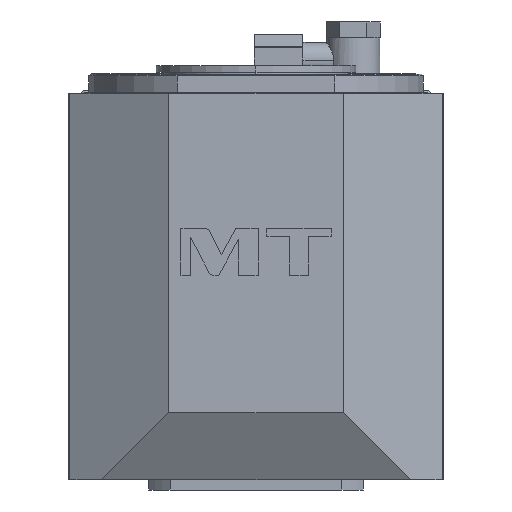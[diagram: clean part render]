
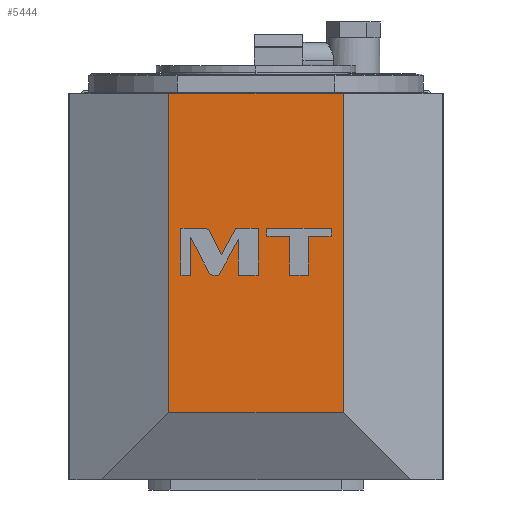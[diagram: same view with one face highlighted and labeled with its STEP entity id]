
A CAD part, left-side view. The second image highlights one B-rep face of the part: STEP entity #5444.
In plain terms, the highlighted planar face has unit normal (-1, 0, 0).
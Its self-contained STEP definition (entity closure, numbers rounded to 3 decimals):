
#726=DIRECTION('',(0.,1.,0.));
#727=VECTOR('',#726,52.);
#728=CARTESIAN_POINT('',(-106.,-26.,-40.));
#729=LINE('',#728,#727);
#730=DIRECTION('',(0.,0.,1.));
#731=VECTOR('',#730,95.3);
#732=CARTESIAN_POINT('',(-106.,26.,-40.));
#733=LINE('',#732,#731);
#734=DIRECTION('',(0.,-1.,0.));
#735=VECTOR('',#734,52.);
#736=CARTESIAN_POINT('',(-106.,26.,55.3));
#737=LINE('',#736,#735);
#738=DIRECTION('',(0.,0.,1.));
#739=VECTOR('',#738,95.3);
#740=CARTESIAN_POINT('',(-106.,-26.,-40.));
#741=LINE('',#740,#739);
#742=CARTESIAN_POINT('',(-106.,13.841,14.089));
#743=CARTESIAN_POINT('',(-106.,14.131,14.651));
#744=CARTESIAN_POINT('',(-106.,14.705,15.));
#745=CARTESIAN_POINT('',(-106.,15.337,15.));
#747=DIRECTION('',(0.,1.,0.));
#748=VECTOR('',#747,7.038);
#749=CARTESIAN_POINT('',(-106.,15.337,15.));
#750=LINE('',#749,#748);
#751=DIRECTION('',(0.,0.,-1.));
#752=VECTOR('',#751,14.);
#753=CARTESIAN_POINT('',(-106.,22.375,15.));
#754=LINE('',#753,#752);
#755=DIRECTION('',(0.,-1.,0.));
#756=VECTOR('',#755,2.912);
#757=CARTESIAN_POINT('',(-106.,22.375,1.));
#758=LINE('',#757,#756);
#759=DIRECTION('',(0.,0.,1.));
#760=VECTOR('',#759,11.341);
#761=CARTESIAN_POINT('',(-106.,19.463,1.));
#762=LINE('',#761,#760);
#763=DIRECTION('',(0.,-0.459,-0.888));
#764=VECTOR('',#763,11.742);
#765=CARTESIAN_POINT('',(-106.,19.463,12.341));
#766=LINE('',#765,#764);
#767=CARTESIAN_POINT('',(-106.,14.07,1.911));
#768=CARTESIAN_POINT('',(-106.,13.779,1.348));
#769=CARTESIAN_POINT('',(-106.,13.204,1.));
#770=CARTESIAN_POINT('',(-106.,12.57,1.));
#772=DIRECTION('',(0.,-1.,0.));
#773=VECTOR('',#772,1.46);
#774=CARTESIAN_POINT('',(-106.,12.57,1.));
#775=LINE('',#774,#773);
#776=DIRECTION('',(0.,-0.481,0.877));
#777=VECTOR('',#776,12.147);
#778=CARTESIAN_POINT('',(-106.,11.11,1.));
#779=LINE('',#778,#777);
#780=DIRECTION('',(0.,0.,-1.));
#781=VECTOR('',#780,10.648);
#782=CARTESIAN_POINT('',(-106.,5.265,11.648));
#783=LINE('',#782,#781);
#784=DIRECTION('',(0.,-1.,0.));
#785=VECTOR('',#784,5.891);
#786=CARTESIAN_POINT('',(-106.,5.265,1.));
#787=LINE('',#786,#785);
#788=DIRECTION('',(0.,0.,1.));
#789=VECTOR('',#788,14.);
#790=CARTESIAN_POINT('',(-106.,-0.626,1.));
#791=LINE('',#790,#789);
#792=DIRECTION('',(0.,1.,0.));
#793=VECTOR('',#792,6.642);
#794=CARTESIAN_POINT('',(-106.,-0.626,15.));
#795=LINE('',#794,#793);
#796=DIRECTION('',(0.,0.481,-0.877));
#797=VECTOR('',#796,8.878);
#798=CARTESIAN_POINT('',(-106.,6.016,15.));
#799=LINE('',#798,#797);
#800=DIRECTION('',(0.,0.459,0.888));
#801=VECTOR('',#800,7.735);
#802=CARTESIAN_POINT('',(-106.,10.288,7.218));
#803=LINE('',#802,#801);
#804=DIRECTION('',(0.,0.,-1.));
#805=VECTOR('',#804,11.616);
#806=CARTESIAN_POINT('',(-106.,-10.041,12.616));
#807=LINE('',#806,#805);
#808=DIRECTION('',(0.,-1.,0.));
#809=VECTOR('',#808,5.546);
#810=CARTESIAN_POINT('',(-106.,-10.041,1.));
#811=LINE('',#810,#809);
#812=DIRECTION('',(0.,0.,1.));
#813=VECTOR('',#812,11.616);
#814=CARTESIAN_POINT('',(-106.,-15.587,1.));
#815=LINE('',#814,#813);
#816=DIRECTION('',(0.,-1.,0.));
#817=VECTOR('',#816,6.787);
#818=CARTESIAN_POINT('',(-106.,-15.587,12.616));
#819=LINE('',#818,#817);
#820=DIRECTION('',(0.,0.,1.));
#821=VECTOR('',#820,2.384);
#822=CARTESIAN_POINT('',(-106.,-22.374,12.616));
#823=LINE('',#822,#821);
#824=DIRECTION('',(0.,1.,0.));
#825=VECTOR('',#824,19.12);
#826=CARTESIAN_POINT('',(-106.,-22.374,15.));
#827=LINE('',#826,#825);
#828=DIRECTION('',(0.,0.,-1.));
#829=VECTOR('',#828,2.384);
#830=CARTESIAN_POINT('',(-106.,-3.254,15.));
#831=LINE('',#830,#829);
#832=DIRECTION('',(0.,-1.,0.));
#833=VECTOR('',#832,6.787);
#834=CARTESIAN_POINT('',(-106.,-3.254,12.616));
#835=LINE('',#834,#833);
#4019=CARTESIAN_POINT('',(-106.,26.,55.3));
#4021=VERTEX_POINT('',#4019);
#4023=CARTESIAN_POINT('',(-106.,-26.,55.3));
#4025=VERTEX_POINT('',#4023);
#4106=CARTESIAN_POINT('',(-106.,-26.,-40.));
#4107=CARTESIAN_POINT('',(-106.,26.,-40.));
#4108=VERTEX_POINT('',#4106);
#4109=VERTEX_POINT('',#4107);
#4447=CARTESIAN_POINT('',(-106.,13.841,14.089));
#4448=VERTEX_POINT('',#4447);
#4449=CARTESIAN_POINT('',(-106.,15.337,15.));
#4450=VERTEX_POINT('',#4449);
#4451=CARTESIAN_POINT('',(-106.,22.375,15.));
#4452=VERTEX_POINT('',#4451);
#4453=CARTESIAN_POINT('',(-106.,22.375,1.));
#4454=VERTEX_POINT('',#4453);
#4455=CARTESIAN_POINT('',(-106.,19.463,1.));
#4456=VERTEX_POINT('',#4455);
#4457=CARTESIAN_POINT('',(-106.,19.463,12.341));
#4458=VERTEX_POINT('',#4457);
#4459=CARTESIAN_POINT('',(-106.,14.07,1.911));
#4460=VERTEX_POINT('',#4459);
#4461=CARTESIAN_POINT('',(-106.,12.57,1.));
#4462=VERTEX_POINT('',#4461);
#4463=CARTESIAN_POINT('',(-106.,11.11,1.));
#4464=VERTEX_POINT('',#4463);
#4465=CARTESIAN_POINT('',(-106.,5.265,11.648));
#4466=VERTEX_POINT('',#4465);
#4467=CARTESIAN_POINT('',(-106.,5.265,1.));
#4468=VERTEX_POINT('',#4467);
#4469=CARTESIAN_POINT('',(-106.,-0.626,1.));
#4470=VERTEX_POINT('',#4469);
#4471=CARTESIAN_POINT('',(-106.,-0.626,15.));
#4472=VERTEX_POINT('',#4471);
#4473=CARTESIAN_POINT('',(-106.,6.016,15.));
#4474=VERTEX_POINT('',#4473);
#4475=CARTESIAN_POINT('',(-106.,10.288,7.218));
#4476=VERTEX_POINT('',#4475);
#4477=CARTESIAN_POINT('',(-106.,-10.041,12.616));
#4478=VERTEX_POINT('',#4477);
#4479=CARTESIAN_POINT('',(-106.,-10.041,1.));
#4480=VERTEX_POINT('',#4479);
#4481=CARTESIAN_POINT('',(-106.,-15.587,1.));
#4482=VERTEX_POINT('',#4481);
#4483=CARTESIAN_POINT('',(-106.,-15.587,12.616));
#4484=VERTEX_POINT('',#4483);
#4485=CARTESIAN_POINT('',(-106.,-22.374,12.616));
#4486=VERTEX_POINT('',#4485);
#4487=CARTESIAN_POINT('',(-106.,-22.374,15.));
#4488=VERTEX_POINT('',#4487);
#4489=CARTESIAN_POINT('',(-106.,-3.254,15.));
#4490=VERTEX_POINT('',#4489);
#4491=CARTESIAN_POINT('',(-106.,-3.254,12.616));
#4492=VERTEX_POINT('',#4491);
#5382=CARTESIAN_POINT('',(-106.,0.,0.));
#5383=DIRECTION('',(1.,0.,0.));
#5384=DIRECTION('',(0.,1.,0.));
#5385=AXIS2_PLACEMENT_3D('',#5382,#5383,#5384);
#5386=PLANE('',#5385);
#5387=ORIENTED_EDGE('',*,*,#5362,.T.);
#5389=ORIENTED_EDGE('',*,*,#5388,.T.);
#5390=ORIENTED_EDGE('',*,*,#4656,.T.);
#5391=ORIENTED_EDGE('',*,*,#5373,.F.);
#5392=EDGE_LOOP('',(#5387,#5389,#5390,#5391));
#5393=FACE_OUTER_BOUND('',#5392,.F.);
#5395=ORIENTED_EDGE('',*,*,#5394,.T.);
#5397=ORIENTED_EDGE('',*,*,#5396,.T.);
#5399=ORIENTED_EDGE('',*,*,#5398,.T.);
#5401=ORIENTED_EDGE('',*,*,#5400,.T.);
#5403=ORIENTED_EDGE('',*,*,#5402,.T.);
#5405=ORIENTED_EDGE('',*,*,#5404,.T.);
#5407=ORIENTED_EDGE('',*,*,#5406,.T.);
#5409=ORIENTED_EDGE('',*,*,#5408,.T.);
#5411=ORIENTED_EDGE('',*,*,#5410,.T.);
#5413=ORIENTED_EDGE('',*,*,#5412,.T.);
#5415=ORIENTED_EDGE('',*,*,#5414,.T.);
#5417=ORIENTED_EDGE('',*,*,#5416,.T.);
#5419=ORIENTED_EDGE('',*,*,#5418,.T.);
#5421=ORIENTED_EDGE('',*,*,#5420,.T.);
#5423=ORIENTED_EDGE('',*,*,#5422,.T.);
#5424=EDGE_LOOP('',(#5395,#5397,#5399,#5401,#5403,#5405,#5407,#5409,#5411,#5413,
#5415,#5417,#5419,#5421,#5423));
#5425=FACE_BOUND('',#5424,.F.);
#5427=ORIENTED_EDGE('',*,*,#5426,.T.);
#5429=ORIENTED_EDGE('',*,*,#5428,.T.);
#5431=ORIENTED_EDGE('',*,*,#5430,.T.);
#5433=ORIENTED_EDGE('',*,*,#5432,.T.);
#5435=ORIENTED_EDGE('',*,*,#5434,.T.);
#5437=ORIENTED_EDGE('',*,*,#5436,.T.);
#5439=ORIENTED_EDGE('',*,*,#5438,.T.);
#5441=ORIENTED_EDGE('',*,*,#5440,.T.);
#5442=EDGE_LOOP('',(#5427,#5429,#5431,#5433,#5435,#5437,#5439,#5441));
#5443=FACE_BOUND('',#5442,.F.);
#5444=ADVANCED_FACE('',(#5393,#5425,#5443),#5386,.F.);
#746=B_SPLINE_CURVE_WITH_KNOTS('',3,(#742,#743,#744,#745),.UNSPECIFIED.,.F.,.F.,
(4,4),(0.,1.),.UNSPECIFIED.);
#771=B_SPLINE_CURVE_WITH_KNOTS('',3,(#767,#768,#769,#770),.UNSPECIFIED.,.F.,.F.,
(4,4),(0.,1.),.UNSPECIFIED.);
#4656=EDGE_CURVE('',#4021,#4025,#737,.T.);
#5362=EDGE_CURVE('',#4108,#4109,#729,.T.);
#5373=EDGE_CURVE('',#4108,#4025,#741,.T.);
#5388=EDGE_CURVE('',#4109,#4021,#733,.T.);
#5394=EDGE_CURVE('',#4448,#4450,#746,.T.);
#5396=EDGE_CURVE('',#4450,#4452,#750,.T.);
#5398=EDGE_CURVE('',#4452,#4454,#754,.T.);
#5400=EDGE_CURVE('',#4454,#4456,#758,.T.);
#5402=EDGE_CURVE('',#4456,#4458,#762,.T.);
#5404=EDGE_CURVE('',#4458,#4460,#766,.T.);
#5406=EDGE_CURVE('',#4460,#4462,#771,.T.);
#5408=EDGE_CURVE('',#4462,#4464,#775,.T.);
#5410=EDGE_CURVE('',#4464,#4466,#779,.T.);
#5412=EDGE_CURVE('',#4466,#4468,#783,.T.);
#5414=EDGE_CURVE('',#4468,#4470,#787,.T.);
#5416=EDGE_CURVE('',#4470,#4472,#791,.T.);
#5418=EDGE_CURVE('',#4472,#4474,#795,.T.);
#5420=EDGE_CURVE('',#4474,#4476,#799,.T.);
#5422=EDGE_CURVE('',#4476,#4448,#803,.T.);
#5426=EDGE_CURVE('',#4478,#4480,#807,.T.);
#5428=EDGE_CURVE('',#4480,#4482,#811,.T.);
#5430=EDGE_CURVE('',#4482,#4484,#815,.T.);
#5432=EDGE_CURVE('',#4484,#4486,#819,.T.);
#5434=EDGE_CURVE('',#4486,#4488,#823,.T.);
#5436=EDGE_CURVE('',#4488,#4490,#827,.T.);
#5438=EDGE_CURVE('',#4490,#4492,#831,.T.);
#5440=EDGE_CURVE('',#4492,#4478,#835,.T.);
